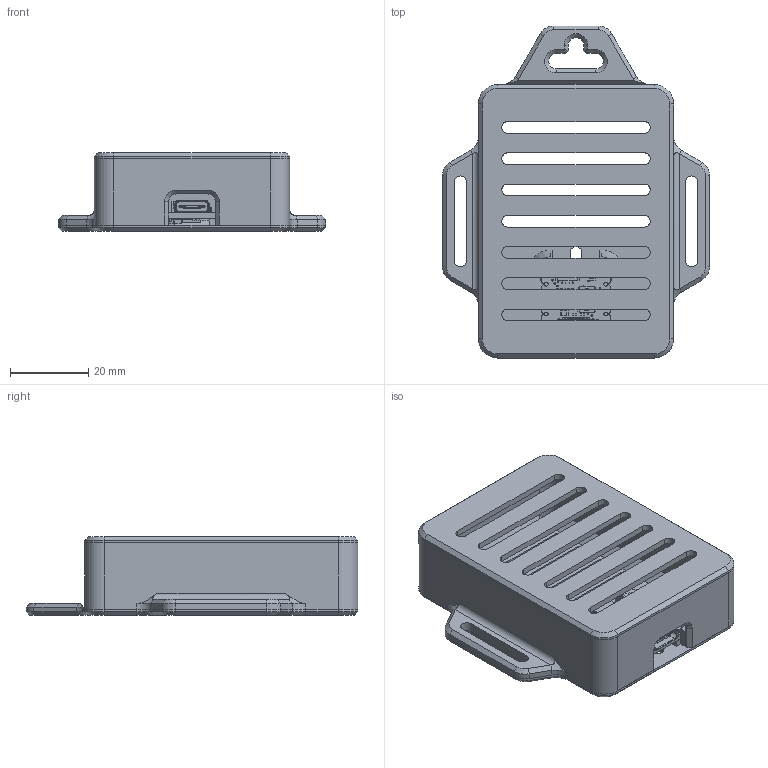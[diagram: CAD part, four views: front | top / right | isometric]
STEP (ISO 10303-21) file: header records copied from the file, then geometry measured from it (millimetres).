
FILE_DESCRIPTION(/* description */ ('','CAx-IF Rec.Pracs.---Representation and Presentation of Product Manufacturing Information (PMI)---4.0---2014-10-13'),/* implementation_level */ '2;1');
FILE_NAME(/* name */ 'QTPy ESP32 Case SLA.step',/* time_stamp */ '2025-01-22T16:53:10-05:00',/* author */ (''),/* organization */ (''),/* preprocessor_version */ 'ST-DEVELOPER v20',/* originating_system */ 'Autodesk Translation Framework v13.20.0.188',/* authorisation */ '');
FILE_SCHEMA (('AP242_MANAGED_MODEL_BASED_3D_ENGINEERING_MIM_LF { 1 0 10303 442 1 1 4 }'));
Length unit declared in the file: millimetre
Products named in the file (20): QTPy ESP32 Case SLA; Case; Bottom Cover; Adafruit QT Py ESP32-S2; PCB Component; Board; 22uF; BOOT0; 1uF; USB TYPE C; STEMMA_I2C_QTSKINNY; AP2112K-3.3; WS2812B_SK6805_1515;   NSR0320; ESP32-S2QFN54; 0 ohm; 40MHz; ANT_2450AT18B100; TPB1,27; Top Cover Slotted
Assembly tree (47 placements, depth 4):
  QTPy ESP32 Case SLA
    Case
    Bottom Cover
    Adafruit QT Py ESP32-S2
      PCB Component
        Board
        22uF  x3
        BOOT0  x2
        1uF  x23
        USB TYPE C
        STEMMA_I2C_QTSKINNY
        AP2112K-3.3
        WS2812B_SK6805_1515
          NSR0320  x2
        ESP32-S2QFN54
        0 ohm  x2
        40MHz
        ANT_2450AT18B100
        TPB1,27  x2
    Top Cover Slotted
Bounding box: 68.4 x 85 x 20.2 mm (x, y, z)
Volume: 21273.3 mm3; surface area: 28684.7 mm2
Topology: 142 solids, 142 shells, 2406 faces, 5965 edges, 3857 vertices
Faces by surface type: plane 1920, cylinder 395, cone 57, sphere 22, torus 10, bspline 2
Full cylindrical faces by diameter (mm): 0.394 x34, 0.5 x3, 0.65 x2, 1 x14, 2 x2
Entity records: 59181 total; most frequent: CARTESIAN_POINT 10161, ORIENTED_EDGE 9756, DIRECTION 9609, EDGE_CURVE 4878, LINE 4007, VECTOR 4007, VERTEX_POINT 3151, AXIS2_PLACEMENT_3D 2801
